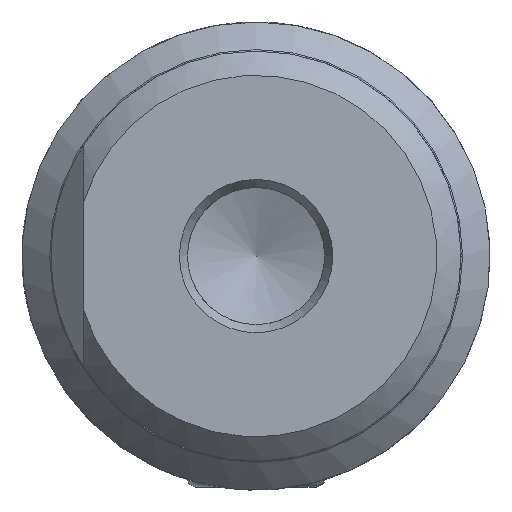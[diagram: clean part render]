
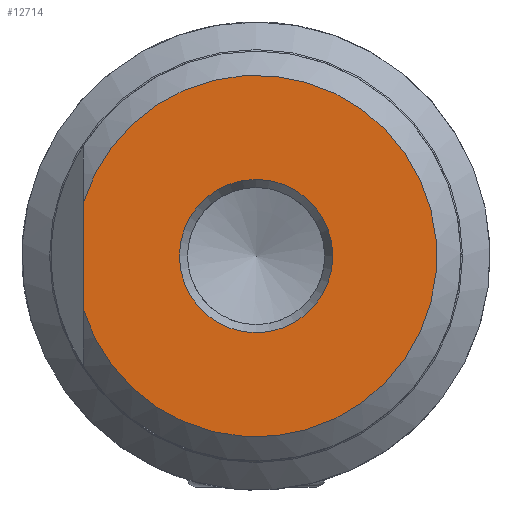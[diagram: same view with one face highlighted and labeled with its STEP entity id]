
A CAD part, left-side view. The second image highlights one B-rep face of the part: STEP entity #12714.
In plain terms, the highlighted planar face has unit normal (-1, 0, 0).
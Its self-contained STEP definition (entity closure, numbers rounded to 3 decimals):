
#952 = DIRECTION ( 'NONE',  ( 1., 0., 0. ) ) ;
#2105 = EDGE_LOOP ( 'NONE', ( #17653, #9171 ) ) ;
#2466 = VECTOR ( 'NONE', #2587, 1000. ) ;
#2532 = FACE_BOUND ( 'NONE', #11108, .T. ) ;
#2587 = DIRECTION ( 'NONE',  ( 0., 0., 1. ) ) ;
#4118 = LINE ( 'NONE', #9583, #2466 ) ;
#4237 = VERTEX_POINT ( 'NONE', #11829 ) ;
#4260 = PLANE ( 'NONE',  #21111 ) ;
#4541 = DIRECTION ( 'NONE',  ( -1., 0., 0. ) ) ;
#4838 = AXIS2_PLACEMENT_3D ( 'NONE', #5500, #15787, #5280 ) ;
#5280 = DIRECTION ( 'NONE',  ( 0., 0., 1. ) ) ;
#5485 = AXIS2_PLACEMENT_3D ( 'NONE', #8323, #4541, #18695 ) ;
#5500 = CARTESIAN_POINT ( 'NONE',  ( -167.15, 0., 0. ) ) ;
#6599 = FACE_OUTER_BOUND ( 'NONE', #2105, .T. ) ;
#6969 = EDGE_CURVE ( 'NONE', #11440, #4237, #12241, .T. ) ;
#8323 = CARTESIAN_POINT ( 'NONE',  ( -167.15, 0., 0. ) ) ;
#9171 = ORIENTED_EDGE ( 'NONE', *, *, #20793, .F. ) ;
#9179 = CIRCLE ( 'NONE', #5485, 4.75 ) ;
#9583 = CARTESIAN_POINT ( 'NONE',  ( -167.15, 10.7, -14.538 ) ) ;
#11108 = EDGE_LOOP ( 'NONE', ( #16002 ) ) ;
#11440 = VERTEX_POINT ( 'NONE', #11498 ) ;
#11498 = CARTESIAN_POINT ( 'NONE',  ( -167.15, 10.7, -3.309 ) ) ;
#11829 = CARTESIAN_POINT ( 'NONE',  ( -167.15, 10.7, 3.309 ) ) ;
#12241 = CIRCLE ( 'NONE', #4838, 11.2 ) ;
#12714 = ADVANCED_FACE ( 'NONE', ( #2532, #6599 ), #4260, .F. ) ;
#14964 = DIRECTION ( 'NONE',  ( 0., 0., -1. ) ) ;
#15787 = DIRECTION ( 'NONE',  ( -1., 0., 0. ) ) ;
#16002 = ORIENTED_EDGE ( 'NONE', *, *, #16211, .F. ) ;
#16211 = EDGE_CURVE ( 'NONE', #21418, #21418, #9179, .T. ) ;
#17653 = ORIENTED_EDGE ( 'NONE', *, *, #6969, .T. ) ;
#18332 = CARTESIAN_POINT ( 'NONE',  ( -167.15, 4.75, 0. ) ) ;
#18695 = DIRECTION ( 'NONE',  ( 0., 0., 1. ) ) ;
#20232 = CARTESIAN_POINT ( 'NONE',  ( -167.15, 0., 4.75 ) ) ;
#20793 = EDGE_CURVE ( 'NONE', #11440, #4237, #4118, .T. ) ;
#21111 = AXIS2_PLACEMENT_3D ( 'NONE', #18332, #952, #14964 ) ;
#21418 = VERTEX_POINT ( 'NONE', #20232 ) ;
